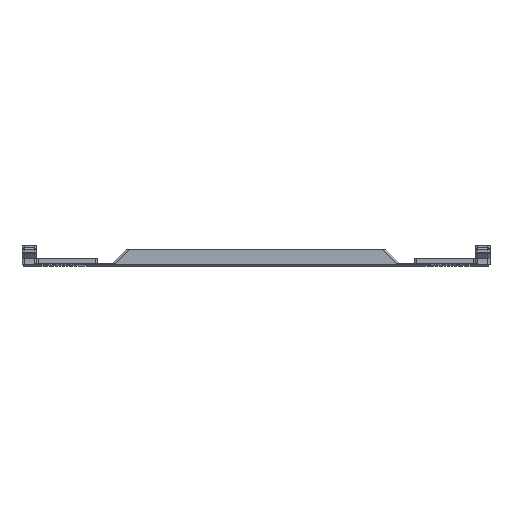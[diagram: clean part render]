
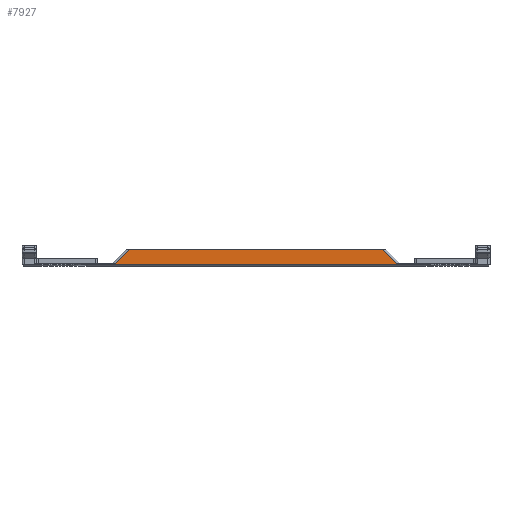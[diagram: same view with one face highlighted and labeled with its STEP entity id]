
A CAD part, front view. The second image highlights one B-rep face of the part: STEP entity #7927.
In plain terms, the highlighted planar face has unit normal (0, -1, 0).
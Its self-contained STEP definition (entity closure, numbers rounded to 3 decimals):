
#52 = EDGE_CURVE ( 'NONE', #1557, #7872, #6270, .T. ) ;
#70 = EDGE_CURVE ( 'NONE', #3795, #2226, #3017, .T. ) ;
#82 = ORIENTED_EDGE ( 'NONE', *, *, #475, .T. ) ;
#97 = VERTEX_POINT ( 'NONE', #7142 ) ;
#164 = DIRECTION ( 'NONE',  ( -0.707, 0., 0.707 ) ) ;
#232 = DIRECTION ( 'NONE',  ( 1., 0., 0. ) ) ;
#441 = CARTESIAN_POINT ( 'NONE',  ( 0., -36.5, 0.8 ) ) ;
#475 = EDGE_CURVE ( 'NONE', #3235, #97, #1987, .T. ) ;
#491 = CARTESIAN_POINT ( 'NONE',  ( -19.576, -36.5, 20.376 ) ) ;
#521 = VECTOR ( 'NONE', #232, 1000. ) ;
#561 = EDGE_CURVE ( 'NONE', #7633, #1557, #6377, .T. ) ;
#638 = CARTESIAN_POINT ( 'NONE',  ( 35.151, -36.5, 4.8 ) ) ;
#1035 = FACE_OUTER_BOUND ( 'NONE', #7094, .T. ) ;
#1409 = CARTESIAN_POINT ( 'NONE',  ( -46.632, -36.5, 0.8 ) ) ;
#1557 = VERTEX_POINT ( 'NONE', #8248 ) ;
#1580 = LINE ( 'NONE', #5455, #521 ) ;
#1701 = CARTESIAN_POINT ( 'NONE',  ( 46.632, -36.5, 0.8 ) ) ;
#1703 = DIRECTION ( 'NONE',  ( 0., -1., 0. ) ) ;
#1987 = LINE ( 'NONE', #6506, #4562 ) ;
#2054 = CARTESIAN_POINT ( 'NONE',  ( 46.632, -36.5, 0.8 ) ) ;
#2226 = VERTEX_POINT ( 'NONE', #7776 ) ;
#2252 = CARTESIAN_POINT ( 'NONE',  ( -46.632, -36.5, 0.8 ) ) ;
#2304 = ORIENTED_EDGE ( 'NONE', *, *, #52, .F. ) ;
#2424 = DIRECTION ( 'NONE',  ( -1., 0., 0. ) ) ;
#2591 = ORIENTED_EDGE ( 'NONE', *, *, #70, .T. ) ;
#2725 = EDGE_CURVE ( 'NONE', #7872, #4004, #1580, .T. ) ;
#3017 = LINE ( 'NONE', #5591, #7916 ) ;
#3154 = ORIENTED_EDGE ( 'NONE', *, *, #561, .F. ) ;
#3198 = DIRECTION ( 'NONE',  ( 1., 0., 0. ) ) ;
#3235 = VERTEX_POINT ( 'NONE', #8121 ) ;
#3290 = CARTESIAN_POINT ( 'NONE',  ( 0., -36.5, 0.8 ) ) ;
#3350 = VECTOR ( 'NONE', #8226, 1000. ) ;
#3399 = VECTOR ( 'NONE', #4570, 1000. ) ;
#3447 = EDGE_CURVE ( 'NONE', #2226, #4004, #5259, .T. ) ;
#3716 = ORIENTED_EDGE ( 'NONE', *, *, #2725, .F. ) ;
#3795 = VERTEX_POINT ( 'NONE', #1701 ) ;
#3838 = DIRECTION ( 'NONE',  ( 1., 0., 0. ) ) ;
#3945 = LINE ( 'NONE', #2054, #3399 ) ;
#4004 = VERTEX_POINT ( 'NONE', #638 ) ;
#4081 = AXIS2_PLACEMENT_3D ( 'NONE', #441, #1703, #8055 ) ;
#4101 = LINE ( 'NONE', #1409, #6642 ) ;
#4193 = PLANE ( 'NONE',  #4081 ) ;
#4303 = VECTOR ( 'NONE', #164, 1000. ) ;
#4562 = VECTOR ( 'NONE', #3198, 1000. ) ;
#4570 = DIRECTION ( 'NONE',  ( 0., 0., 1. ) ) ;
#5197 = DIRECTION ( 'NONE',  ( 0., 0., 1. ) ) ;
#5259 = LINE ( 'NONE', #7106, #4303 ) ;
#5455 = CARTESIAN_POINT ( 'NONE',  ( 0., -36.5, 4.8 ) ) ;
#5591 = CARTESIAN_POINT ( 'NONE',  ( 0., -36.5, 0.8 ) ) ;
#5631 = VECTOR ( 'NONE', #3838, 1000. ) ;
#5704 = ORIENTED_EDGE ( 'NONE', *, *, #7520, .T. ) ;
#6270 = LINE ( 'NONE', #491, #3350 ) ;
#6377 = LINE ( 'NONE', #3290, #5631 ) ;
#6506 = CARTESIAN_POINT ( 'NONE',  ( 46.632, -36.5, 0.4 ) ) ;
#6642 = VECTOR ( 'NONE', #5197, 1000. ) ;
#7094 = EDGE_LOOP ( 'NONE', ( #7832, #82, #5704, #2591, #7437, #3716, #2304, #3154 ) ) ;
#7106 = CARTESIAN_POINT ( 'NONE',  ( 19.576, -36.5, 20.376 ) ) ;
#7142 = CARTESIAN_POINT ( 'NONE',  ( 46.632, -36.5, 0.4 ) ) ;
#7266 = EDGE_CURVE ( 'NONE', #3235, #7633, #4101, .T. ) ;
#7351 = CARTESIAN_POINT ( 'NONE',  ( -35.151, -36.5, 4.8 ) ) ;
#7437 = ORIENTED_EDGE ( 'NONE', *, *, #3447, .T. ) ;
#7520 = EDGE_CURVE ( 'NONE', #97, #3795, #3945, .T. ) ;
#7633 = VERTEX_POINT ( 'NONE', #2252 ) ;
#7776 = CARTESIAN_POINT ( 'NONE',  ( 39.151, -36.5, 0.8 ) ) ;
#7832 = ORIENTED_EDGE ( 'NONE', *, *, #7266, .F. ) ;
#7872 = VERTEX_POINT ( 'NONE', #7351 ) ;
#7916 = VECTOR ( 'NONE', #2424, 1000. ) ;
#7927 = ADVANCED_FACE ( 'NONE', ( #1035 ), #4193, .T. ) ;
#8055 = DIRECTION ( 'NONE',  ( 1., 0., 0. ) ) ;
#8121 = CARTESIAN_POINT ( 'NONE',  ( -46.632, -36.5, 0.4 ) ) ;
#8226 = DIRECTION ( 'NONE',  ( 0.707, 0., 0.707 ) ) ;
#8248 = CARTESIAN_POINT ( 'NONE',  ( -39.151, -36.5, 0.8 ) ) ;
